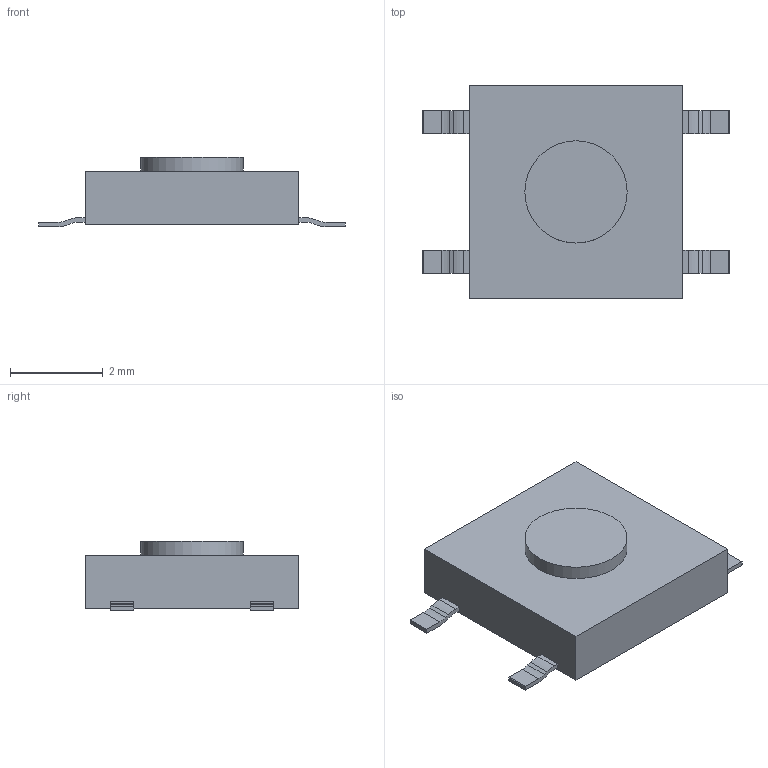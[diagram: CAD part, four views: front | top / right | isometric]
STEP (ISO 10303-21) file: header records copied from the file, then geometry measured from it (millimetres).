
FILE_DESCRIPTION(/* description */ (''),/* implementation_level */ '2;1');
FILE_NAME(/* name */ 'SPST.step',/* time_stamp */ '2019-05-30T23:42:22+02:00',/* author */ (''),/* organization */ (''),/* preprocessor_version */ 'ST-DEVELOPER v18',/* originating_system */ 'Autodesk Translation Framework v8.2.0.1029',/* authorisation */ '');
FILE_SCHEMA (('AUTOMOTIVE_DESIGN { 1 0 10303 214 3 1 1 }'));
Length unit declared in the file: millimetre
Products named in the file (1): SPST
Bounding box: 6.6 x 4.6 x 1.5 mm (x, y, z)
Volume: 25.7 mm3; surface area: 78.4 mm2
Topology: 6 solids, 6 shells, 73 faces, 183 edges, 122 vertices
Faces by surface type: plane 48, cylinder 25
Full cylindrical faces by diameter (mm): 2.2 x1
Entity records: 2232 total; most frequent: DIRECTION 381, CARTESIAN_POINT 379, ORIENTED_EDGE 366, EDGE_CURVE 183, LINE 133, VECTOR 133, AXIS2_PLACEMENT_3D 124, VERTEX_POINT 122
